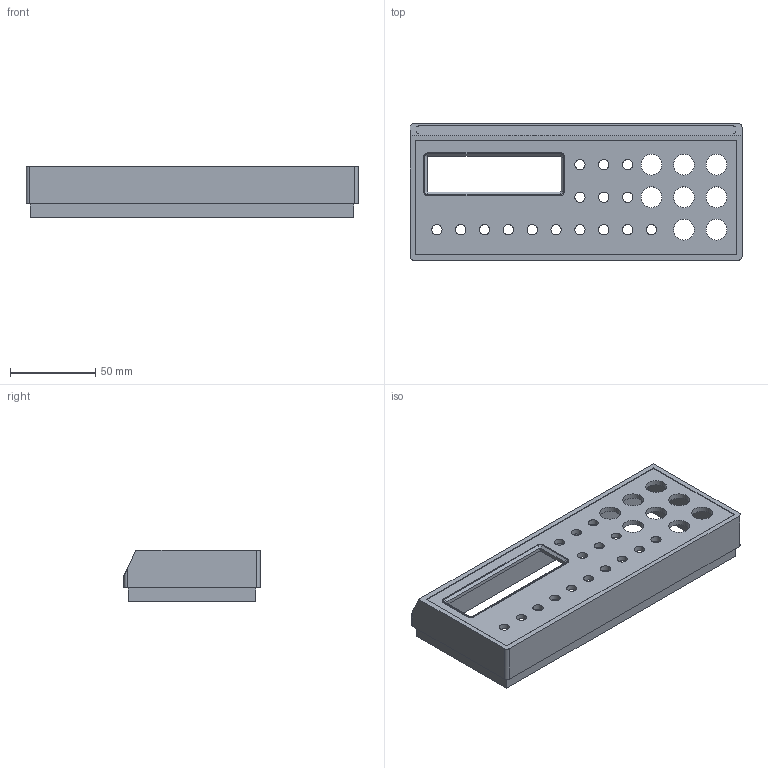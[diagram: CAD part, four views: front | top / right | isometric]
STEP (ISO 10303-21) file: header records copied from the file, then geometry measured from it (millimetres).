
FILE_DESCRIPTION(/* description */ (''),/* implementation_level */ '2;1');
FILE_NAME(/* name */ 'FrontCoverNew.stp',/* time_stamp */ '2019-10-18T22:51:57+02:00',/* author */ ('vmiguel'),/* organization */ (''),/* preprocessor_version */ 'ST-DEVELOPER v18',/* originating_system */ 'Autodesk Inventor 2020',/* authorisation */ '');
FILE_SCHEMA (('AUTOMOTIVE_DESIGN { 1 0 10303 214 3 1 1 }'));
Length unit declared in the file: millimetre
Products named in the file (1): FrontCoverNew
Bounding box: 195 x 80 x 30 mm (x, y, z)
Volume: 94729.4 mm3; surface area: 55908.9 mm2
Topology: 1 solids, 1 shells, 89 faces, 262 edges, 180 vertices
Faces by surface type: cylinder 44, plane 41, cone 4
Full cylindrical faces by diameter (mm): 6 x16, 12.2 x8
Entity records: 3181 total; most frequent: DIRECTION 558, CARTESIAN_POINT 532, ORIENTED_EDGE 524, EDGE_CURVE 262, AXIS2_PLACEMENT_3D 206, VERTEX_POINT 180, LINE 146, VECTOR 146
